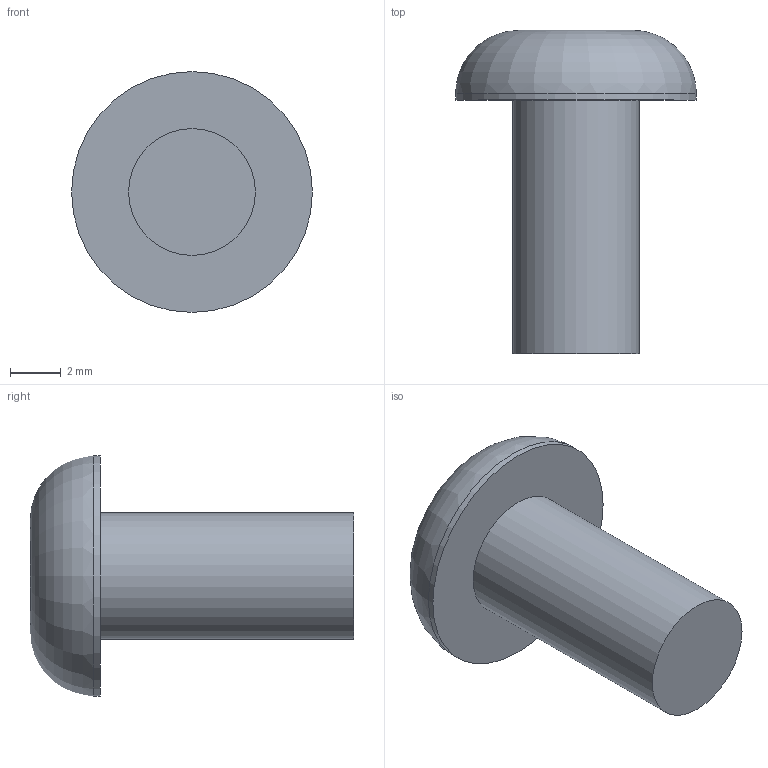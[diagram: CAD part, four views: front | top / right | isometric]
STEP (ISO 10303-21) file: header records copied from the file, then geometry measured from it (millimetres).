
FILE_DESCRIPTION(/* description */ ('Alibre Inc.'),/* implementation_level */ '2;1');
FILE_NAME(/* name */ 'export0',/* time_stamp */ '2015-07-11T13:45:11+12:00',/* author */ (''),/* organization */ (''),/* preprocessor_version */ 'ST-DEVELOPER v14',/* originating_system */ 'Alibre',/* authorisation */ '');
FILE_SCHEMA (('CONFIG_CONTROL_DESIGN'));
Length unit declared in the file: centimetre
Products named in the file (1): FBHCS-M5-10L
Bounding box: 9.5 x 12.75 x 9.5 mm (x, y, z)
Volume: 336.5 mm3; surface area: 372.1 mm2
Topology: 1 solids, 1 shells, 13 faces, 26 edges, 17 vertices
Faces by surface type: plane 10, cylinder 2, torus 1
Full cylindrical faces by diameter (mm): 5 x1, 9.5 x1
Entity records: 396 total; most frequent: CARTESIAN_POINT 53, ORIENTED_EDGE 46, DIRECTION 43, EDGE_CURVE 23, VECTOR 18, LINE 18, EDGE_LOOP 18, FACE_BOUND 18
